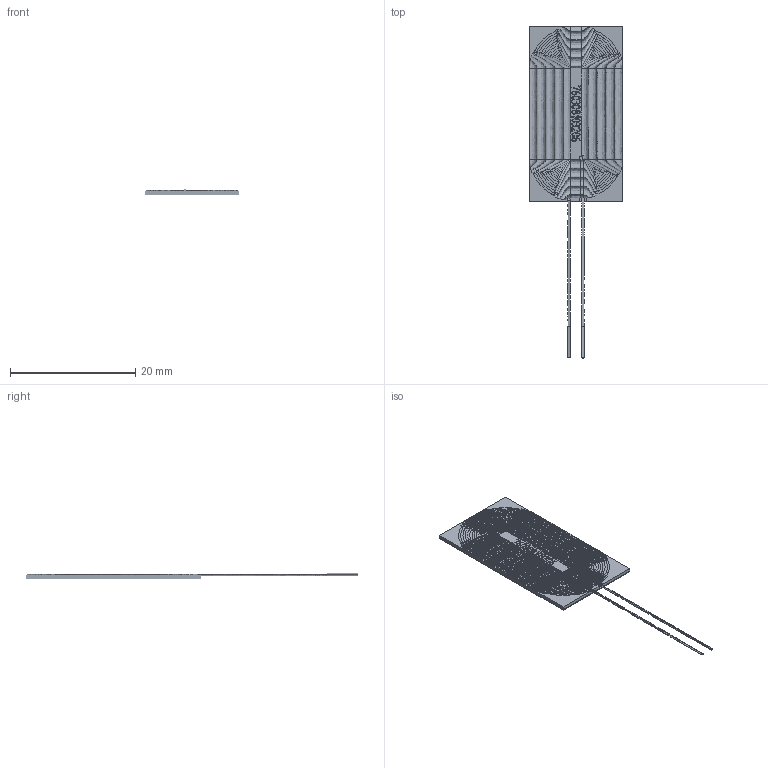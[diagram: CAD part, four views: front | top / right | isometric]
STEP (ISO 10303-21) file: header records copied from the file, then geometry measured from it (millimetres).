
FILE_DESCRIPTION( ( 'Unknown' ), '1' );
FILE_NAME( '760308103206.stp', 'Unknown', ( 'Unknown' ), ( 'Unknown' ), 'PSStep 16.0.42', 'Unknown', ' ' );
FILE_SCHEMA( ( 'AUTOMOTIVE_DESIGN { 1 0 10303 214 1 1 1 1 }' ) );
Length unit declared in the file: millimetre
Products named in the file (5): Assem1; Ferrit; 760308103206; PET; Liner
Assembly tree (4 placements, depth 2):
  Assem1
    Ferrit
    760308103206
    PET
    Liner
Bounding box: 15 x 53.01 x 0.81 mm (x, y, z)
Volume: 305.9 mm3; surface area: 3606.5 mm2
Topology: 4 solids, 4 shells, 442 faces, 914 edges, 502 vertices
Faces by surface type: bspline 326, plane 76, extrusion 36, cylinder 4
Entity records: 25291 total; most frequent: CARTESIAN_POINT 15108, ORIENTED_EDGE 1808, EDGE_CURVE 904, B_SPLINE_CURVE_WITH_KNOTS 824, VERTEX_POINT 502, EDGE_LOOP 478, FACE_OUTER_BOUND 452, STYLED_ITEM 442
